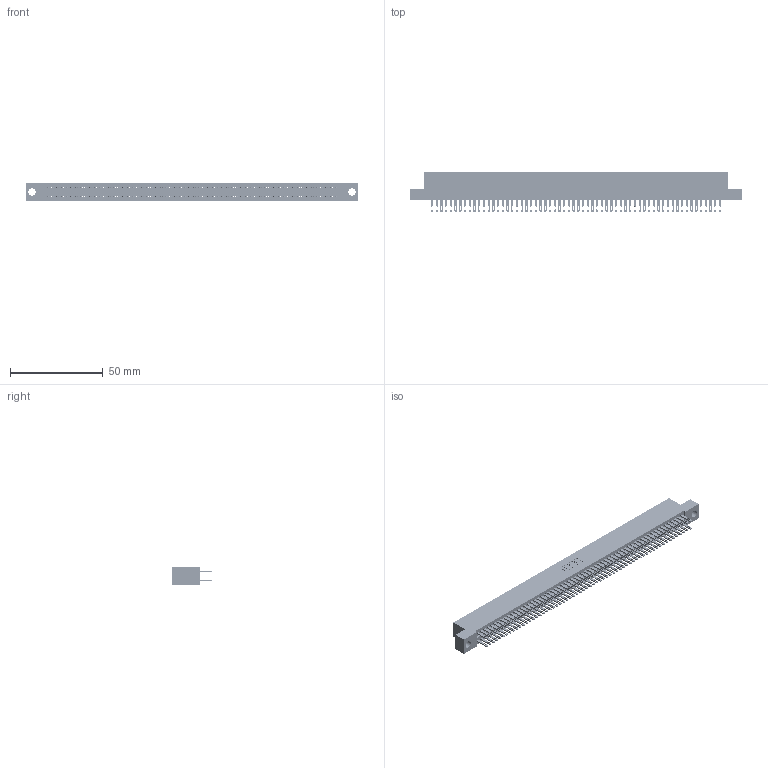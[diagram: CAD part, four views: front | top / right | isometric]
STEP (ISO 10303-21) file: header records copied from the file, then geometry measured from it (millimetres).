
FILE_DESCRIPTION (( 'STEP AP203' ), '1' );
FILE_NAME ('895-124-500-204.STEP', '2020-10-13T15:40:54', ( '' ), ( '' ), 'SwSTEP 2.0', 'SolidWorks 2020', '' );
FILE_SCHEMA (( 'CONFIG_CONTROL_DESIGN' ));
Length unit declared in the file: inch
Products named in the file (3): 345-292-001_345-293-100; 845 Part_Flush Mounting Lugs - 0.156 Dia-TH; 895-124-500-204
Assembly tree (125 placements, depth 2):
  895-124-500-204
    845 Part_Flush Mounting Lugs - 0.156 Dia-TH
    345-292-001_345-293-100  x124
Bounding box: 178.69 x 21.51 x 9.4 mm (x, y, z)
Volume: 17834.7 mm3; surface area: 27830 mm2
Topology: 125 solids, 125 shells, 5830 faces, 17825 edges, 11882 vertices
Faces by surface type: plane 3428, cylinder 2402
Entity records: 45887 total; most frequent: CARTESIAN_POINT 7672, ORIENTED_EDGE 7606, DIRECTION 6743, EDGE_CURVE 3803, VECTOR 3419, LINE 3419, VERTEX_POINT 2534, AXIS2_PLACEMENT_3D 1662
